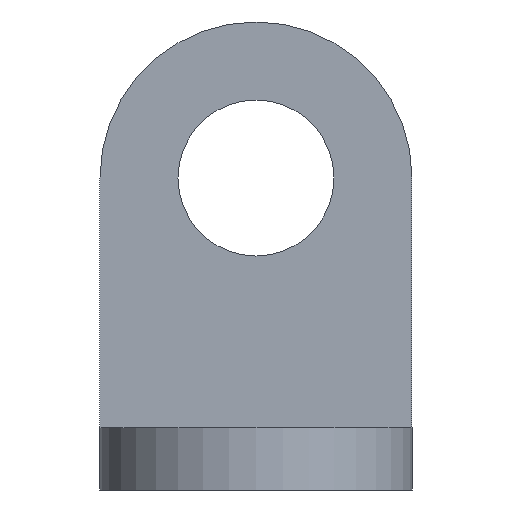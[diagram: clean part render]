
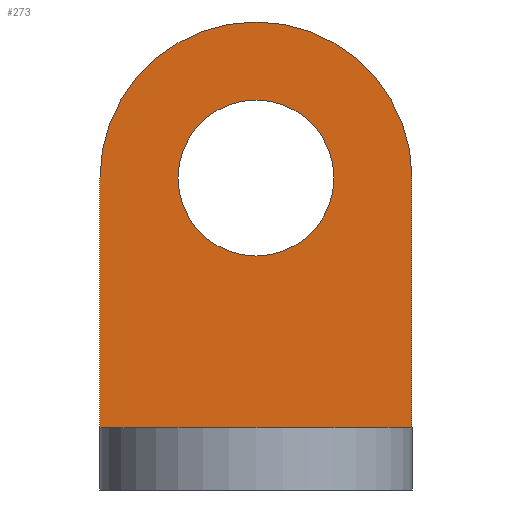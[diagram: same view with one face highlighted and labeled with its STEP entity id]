
A CAD part, left-side view. The second image highlights one B-rep face of the part: STEP entity #273.
In plain terms, the highlighted planar face has unit normal (-1, 0, 0).
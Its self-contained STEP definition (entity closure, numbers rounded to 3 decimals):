
#20=FACE_BOUND('',#62,.T.);
#26=PLANE('',#315);
#41=FACE_OUTER_BOUND('',#61,.T.);
#61=EDGE_LOOP('',(#224,#225,#226,#227));
#62=EDGE_LOOP('',(#228));
#82=LINE('',#458,#103);
#83=LINE('',#460,#104);
#84=LINE('',#461,#105);
#103=VECTOR('',#385,10.);
#104=VECTOR('',#386,10.);
#105=VECTOR('',#387,10.);
#117=CIRCLE('',#310,12.5);
#119=CIRCLE('',#314,25.);
#133=VERTEX_POINT('',#438);
#138=VERTEX_POINT('',#451);
#139=VERTEX_POINT('',#453);
#140=VERTEX_POINT('',#457);
#141=VERTEX_POINT('',#459);
#162=EDGE_CURVE('',#133,#133,#117,.T.);
#168=EDGE_CURVE('',#138,#139,#119,.T.);
#170=EDGE_CURVE('',#140,#138,#82,.T.);
#171=EDGE_CURVE('',#141,#140,#83,.T.);
#172=EDGE_CURVE('',#141,#139,#84,.T.);
#224=ORIENTED_EDGE('',*,*,#168,.F.);
#225=ORIENTED_EDGE('',*,*,#170,.F.);
#226=ORIENTED_EDGE('',*,*,#171,.F.);
#227=ORIENTED_EDGE('',*,*,#172,.T.);
#228=ORIENTED_EDGE('',*,*,#162,.T.);
#273=ADVANCED_FACE('',(#41,#20),#26,.T.);
#310=AXIS2_PLACEMENT_3D('',#440,#368,#369);
#314=AXIS2_PLACEMENT_3D('',#454,#380,#381);
#315=AXIS2_PLACEMENT_3D('',#456,#383,#384);
#368=DIRECTION('center_axis',(1.,0.,0.));
#369=DIRECTION('ref_axis',(0.,1.,0.));
#380=DIRECTION('center_axis',(1.,0.,0.));
#381=DIRECTION('ref_axis',(0.,-0.707,0.707));
#383=DIRECTION('center_axis',(-1.,0.,0.));
#384=DIRECTION('ref_axis',(0.,-1.,0.));
#385=DIRECTION('',(0.,0.,1.));
#386=DIRECTION('',(0.,1.,0.));
#387=DIRECTION('',(0.,0.,1.));
#438=CARTESIAN_POINT('',(65.,12.5,50.));
#440=CARTESIAN_POINT('Origin',(65.,25.,50.));
#451=CARTESIAN_POINT('',(65.,50.,50.));
#453=CARTESIAN_POINT('',(65.,0.,50.));
#454=CARTESIAN_POINT('Origin',(65.,25.,50.));
#456=CARTESIAN_POINT('Origin',(65.,50.,0.));
#457=CARTESIAN_POINT('',(65.,50.,0.));
#458=CARTESIAN_POINT('',(65.,50.,0.));
#459=CARTESIAN_POINT('',(65.,0.,0.));
#460=CARTESIAN_POINT('',(65.,0.,0.));
#461=CARTESIAN_POINT('',(65.,0.,0.));
